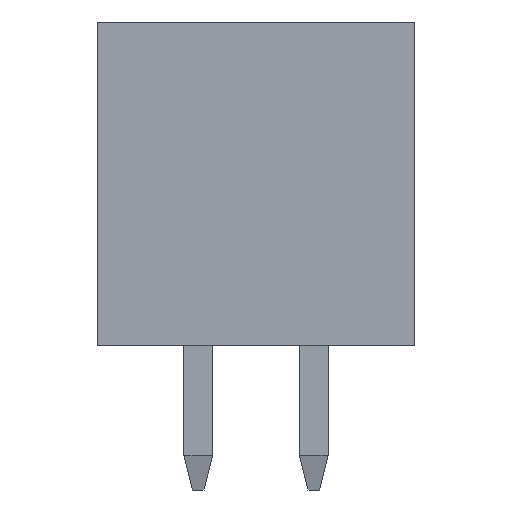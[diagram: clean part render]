
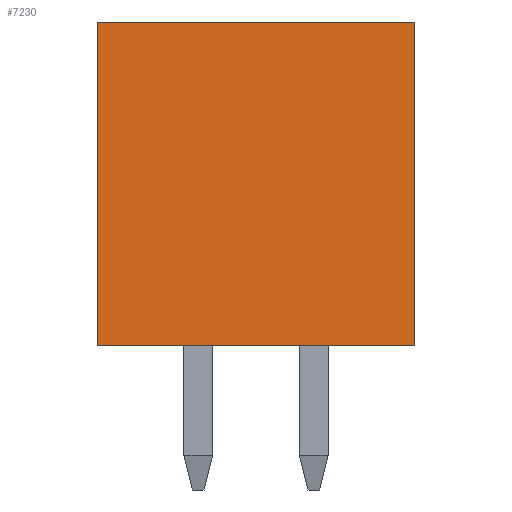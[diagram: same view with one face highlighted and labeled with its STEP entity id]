
A CAD part, front view. The second image highlights one B-rep face of the part: STEP entity #7230.
In plain terms, the highlighted face is planar.
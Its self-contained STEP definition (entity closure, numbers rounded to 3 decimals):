
#529=ORIENTED_EDGE('',*,*,#1788,.F.);
#530=ORIENTED_EDGE('',*,*,#1789,.F.);
#531=ORIENTED_EDGE('',*,*,#1790,.T.);
#532=ORIENTED_EDGE('',*,*,#1791,.T.);
#1788=EDGE_CURVE('',#2400,#2401,#2940,.T.);
#1789=EDGE_CURVE('',#2402,#2400,#2941,.T.);
#1790=EDGE_CURVE('',#2402,#2403,#2942,.T.);
#1791=EDGE_CURVE('',#2403,#2401,#2943,.T.);
#2400=VERTEX_POINT('',#9733);
#2401=VERTEX_POINT('',#9734);
#2402=VERTEX_POINT('',#9736);
#2403=VERTEX_POINT('',#9738);
#2940=LINE('',#9732,#3656);
#2941=LINE('',#9735,#3657);
#2942=LINE('',#9737,#3658);
#2943=LINE('',#9739,#3659);
#3656=VECTOR('',#8296,1000.);
#3657=VECTOR('',#8297,1000.);
#3658=VECTOR('',#8298,1000.);
#3659=VECTOR('',#8299,1000.);
#4166=EDGE_LOOP('',(#529,#530,#531,#532));
#4490=FACE_BOUND('',#4166,.T.);
#4804=PLANE('',#7540);
#7230=ADVANCED_FACE('',(#4490),#4804,.T.);
#7540=AXIS2_PLACEMENT_3D('',#9731,#8294,#8295);
#8294=DIRECTION('',(1.,0.,0.));
#8295=DIRECTION('',(0.,0.,-1.));
#8296=DIRECTION('',(0.,0.,-1.));
#8297=DIRECTION('',(0.,1.,0.));
#8298=DIRECTION('',(0.,0.,-1.));
#8299=DIRECTION('',(0.,1.,0.));
#9731=CARTESIAN_POINT('',(8.6,-2.75,2.8));
#9732=CARTESIAN_POINT('',(8.6,2.75,2.8));
#9733=CARTESIAN_POINT('',(8.6,2.75,2.8));
#9734=CARTESIAN_POINT('',(8.6,2.75,-2.8));
#9735=CARTESIAN_POINT('',(8.6,-2.75,2.8));
#9736=CARTESIAN_POINT('',(8.6,-2.75,2.8));
#9737=CARTESIAN_POINT('',(8.6,-2.75,2.8));
#9738=CARTESIAN_POINT('',(8.6,-2.75,-2.8));
#9739=CARTESIAN_POINT('',(8.6,-2.75,-2.8));
